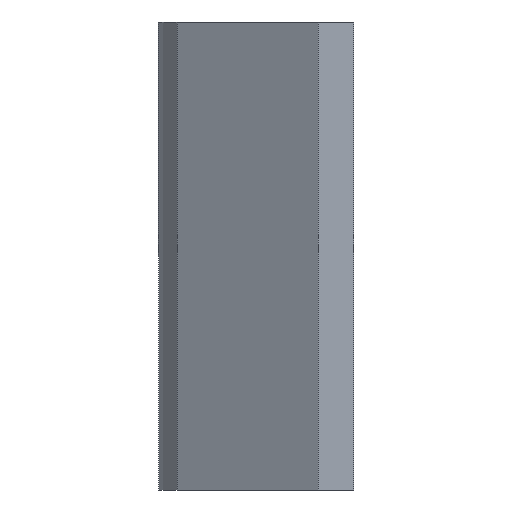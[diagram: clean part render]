
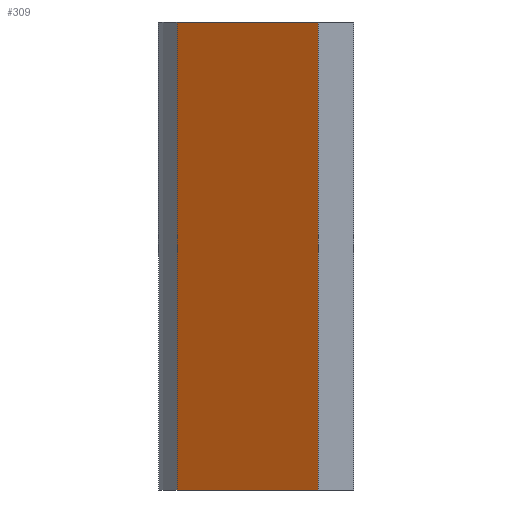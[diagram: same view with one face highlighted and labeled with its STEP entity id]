
A CAD part, left-side view. The second image highlights one B-rep face of the part: STEP entity #309.
In plain terms, the highlighted planar face has unit normal (-0.866, 0.5, 0).
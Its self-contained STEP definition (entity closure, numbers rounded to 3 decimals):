
#26=FACE_OUTER_BOUND('',#42,.T.);
#42=EDGE_LOOP('',(#250,#251,#252,#253));
#61=LINE('',#460,#101);
#81=LINE('',#501,#121);
#82=LINE('',#504,#122);
#83=LINE('',#505,#123);
#101=VECTOR('',#371,10.);
#121=VECTOR('',#411,10.);
#122=VECTOR('',#414,10.);
#123=VECTOR('',#415,10.);
#141=VERTEX_POINT('',#457);
#142=VERTEX_POINT('',#459);
#153=VERTEX_POINT('',#499);
#154=VERTEX_POINT('',#503);
#169=EDGE_CURVE('',#142,#141,#61,.T.);
#190=EDGE_CURVE('',#153,#141,#81,.T.);
#191=EDGE_CURVE('',#153,#154,#82,.T.);
#192=EDGE_CURVE('',#154,#142,#83,.T.);
#250=ORIENTED_EDGE('',*,*,#191,.T.);
#251=ORIENTED_EDGE('',*,*,#192,.T.);
#252=ORIENTED_EDGE('',*,*,#169,.T.);
#253=ORIENTED_EDGE('',*,*,#190,.F.);
#294=PLANE('',#349);
#309=ADVANCED_FACE('',(#26),#294,.T.);
#349=AXIS2_PLACEMENT_3D('',#502,#412,#413);
#371=DIRECTION('',(-0.5,-0.866,0.));
#411=DIRECTION('',(0.,0.,-1.));
#412=DIRECTION('center_axis',(-0.866,0.5,0.));
#413=DIRECTION('ref_axis',(0.,0.,1.));
#414=DIRECTION('',(0.5,0.866,0.));
#415=DIRECTION('',(0.,0.,-1.));
#457=CARTESIAN_POINT('',(-7.5,0.9,-6.));
#459=CARTESIAN_POINT('',(-5.407,4.525,-6.));
#460=CARTESIAN_POINT('',(-7.5,0.9,-6.));
#499=CARTESIAN_POINT('',(-7.5,0.9,6.));
#501=CARTESIAN_POINT('',(-7.5,0.9,0.));
#502=CARTESIAN_POINT('Origin',(-7.5,0.9,0.));
#503=CARTESIAN_POINT('',(-5.407,4.525,6.));
#504=CARTESIAN_POINT('',(-7.5,0.9,6.));
#505=CARTESIAN_POINT('',(-5.407,4.525,0.));
